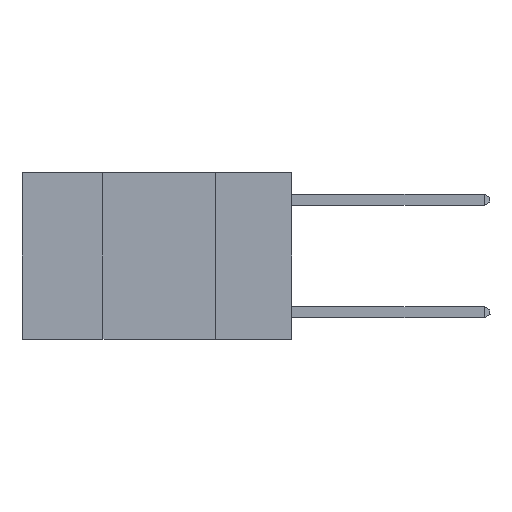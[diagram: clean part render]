
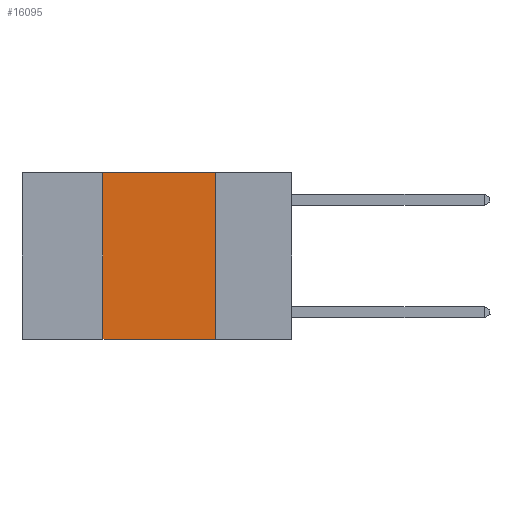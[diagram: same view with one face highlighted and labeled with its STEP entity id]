
A CAD part, left-side view. The second image highlights one B-rep face of the part: STEP entity #16095.
In plain terms, the highlighted planar face has unit normal (-1, 0, 0).
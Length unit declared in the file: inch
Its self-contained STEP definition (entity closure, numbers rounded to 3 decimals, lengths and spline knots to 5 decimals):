
#365 = DIRECTION ( 'NONE',  ( 0., 0., -1. ) ) ;
#632 = DIRECTION ( 'NONE',  ( 0., -1., 0. ) ) ;
#824 = VERTEX_POINT ( 'NONE', #7527 ) ;
#2047 = EDGE_CURVE ( 'NONE', #5146, #824, #10502, .T. ) ;
#2293 = CARTESIAN_POINT ( 'NONE',  ( 0., 0.17, -0.37 ) ) ;
#2368 = FACE_OUTER_BOUND ( 'NONE', #11125, .T. ) ;
#2420 = CARTESIAN_POINT ( 'NONE',  ( 0., 0.42, 0. ) ) ;
#2550 = CARTESIAN_POINT ( 'NONE',  ( 0., 0.42, 0. ) ) ;
#2552 = VECTOR ( 'NONE', #22998, 39.37008 ) ;
#2736 = CARTESIAN_POINT ( 'NONE',  ( 0., 0.17, 0. ) ) ;
#2961 = EDGE_CURVE ( 'NONE', #824, #4981, #4753, .T. ) ;
#4301 = EDGE_CURVE ( 'NONE', #18303, #4981, #14998, .T. ) ;
#4566 = DIRECTION ( 'NONE',  ( 0., 0., 1. ) ) ;
#4753 = LINE ( 'NONE', #2736, #2552 ) ;
#4981 = VERTEX_POINT ( 'NONE', #2293 ) ;
#5146 = VERTEX_POINT ( 'NONE', #2420 ) ;
#5229 = EDGE_CURVE ( 'NONE', #18303, #5146, #22807, .T. ) ;
#6271 = ORIENTED_EDGE ( 'NONE', *, *, #2047, .F. ) ;
#6606 = CARTESIAN_POINT ( 'NONE',  ( 0., 0.6, 0. ) ) ;
#7527 = CARTESIAN_POINT ( 'NONE',  ( 0., 0.17, 0. ) ) ;
#8487 = CARTESIAN_POINT ( 'NONE',  ( 0., 0.42, -0.37 ) ) ;
#9260 = AXIS2_PLACEMENT_3D ( 'NONE', #10561, #18725, #365 ) ;
#9365 = ORIENTED_EDGE ( 'NONE', *, *, #5229, .F. ) ;
#9456 = VECTOR ( 'NONE', #22960, 39.37008 ) ;
#10448 = CARTESIAN_POINT ( 'NONE',  ( 0., 0.6, -0.37 ) ) ;
#10502 = LINE ( 'NONE', #6606, #9456 ) ;
#10561 = CARTESIAN_POINT ( 'NONE',  ( 0., 0.6, 0. ) ) ;
#11125 = EDGE_LOOP ( 'NONE', ( #18074, #6271, #9365, #25423 ) ) ;
#14998 = LINE ( 'NONE', #10448, #18298 ) ;
#15854 = VECTOR ( 'NONE', #4566, 39.37008 ) ;
#16095 = ADVANCED_FACE ( 'NONE', ( #2368 ), #16462, .F. ) ;
#16462 = PLANE ( 'NONE',  #9260 ) ;
#18074 = ORIENTED_EDGE ( 'NONE', *, *, #2961, .F. ) ;
#18298 = VECTOR ( 'NONE', #632, 39.37008 ) ;
#18303 = VERTEX_POINT ( 'NONE', #8487 ) ;
#18725 = DIRECTION ( 'NONE',  ( 1., 0., 0. ) ) ;
#22807 = LINE ( 'NONE', #2550, #15854 ) ;
#22960 = DIRECTION ( 'NONE',  ( 0., -1., 0. ) ) ;
#22998 = DIRECTION ( 'NONE',  ( 0., 0., -1. ) ) ;
#25423 = ORIENTED_EDGE ( 'NONE', *, *, #4301, .T. ) ;
